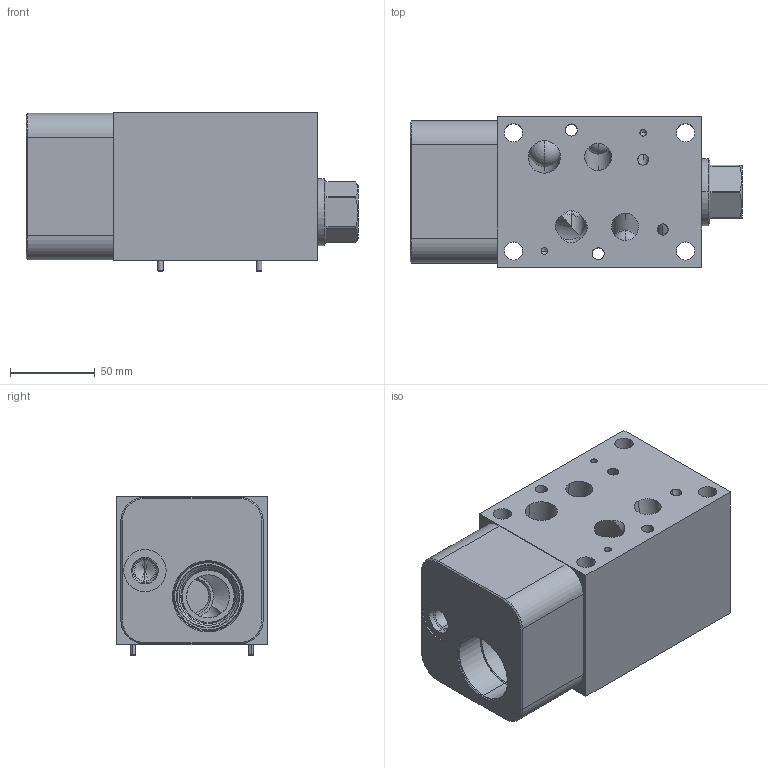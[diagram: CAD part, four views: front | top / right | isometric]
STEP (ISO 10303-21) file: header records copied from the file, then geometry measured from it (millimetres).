
FILE_DESCRIPTION((''),'2;1');
FILE_NAME('PK2_ASM','2021-07-20T',('ProEService'),(''),'PRO/ENGINEER BY PARAMETRIC TECHNOLOGY CORPORATION, 2014200','PRO/ENGINEER BY PARAMETRIC TECHNOLOGY CORPORATION, 2014200','');
FILE_SCHEMA(('CONFIG_CONTROL_DESIGN'));
Length unit declared in the file: inch
Products named in the file (7): 154-270-001; CXHAXCN; 811-001-006; 500-001-111; 500-001-118; 700-006; PK2_ASM
Assembly tree (7 placements, depth 2):
  PK2_ASM
    154-270-001
    CXHAXCN
    811-001-006  x2
    500-001-111
    500-001-118
    700-006
Bounding box: 196.06 x 88.9 x 93.85 mm (x, y, z)
Volume: 1065484.7 mm3; surface area: 149921.1 mm2
Topology: 5 solids, 6 shells, 410 faces, 1199 edges, 956 vertices
Faces by surface type: cylinder 190, cone 82, plane 78, torus 34, sphere 20, revolution 6
Entity records: 16598 total; most frequent: CARTESIAN_POINT 6367, DIRECTION 2167, ORIENTED_EDGE 1824, EDGE_CURVE 912, AXIS2_PLACEMENT_3D 812, VERTEX_POINT 561, VECTOR 537, LINE 537
